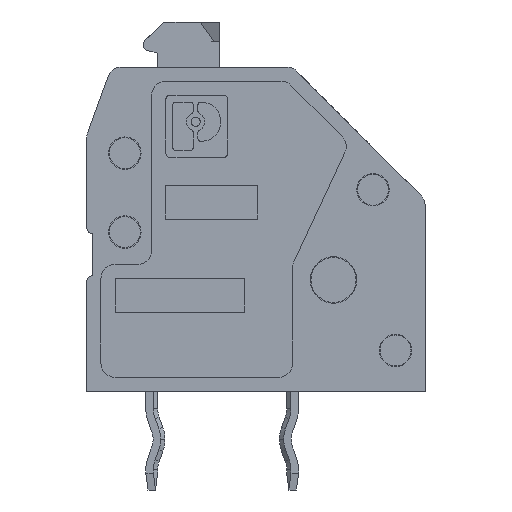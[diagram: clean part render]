
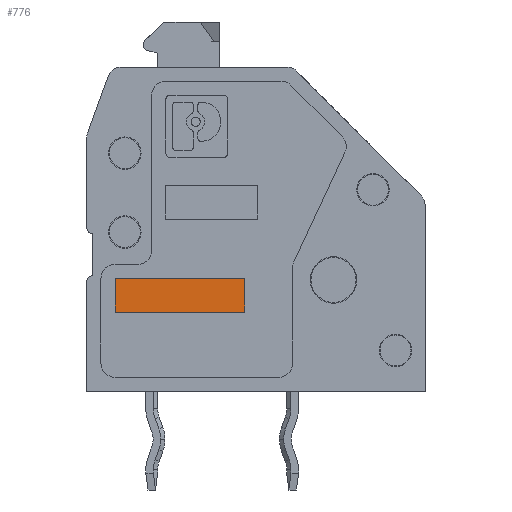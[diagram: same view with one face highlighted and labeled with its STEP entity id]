
A CAD part, left-side view. The second image highlights one B-rep face of the part: STEP entity #776.
In plain terms, the highlighted planar face has unit normal (-1, 0, 0).
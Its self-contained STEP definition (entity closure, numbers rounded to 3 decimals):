
#776=ADVANCED_FACE('',(#3379),#3380,.T.);
#3379=FACE_OUTER_BOUND('',#7698,.T.);
#3380=PLANE('',#7699);
#7698=EDGE_LOOP('',(#15061,#15062,#15063,#15064));
#7699=AXIS2_PLACEMENT_3D('',#15065,#15066,#15067);
#15061=ORIENTED_EDGE('',*,*,#29410,.T.);
#15062=ORIENTED_EDGE('',*,*,#29411,.T.);
#15063=ORIENTED_EDGE('',*,*,#29412,.T.);
#15064=ORIENTED_EDGE('',*,*,#29413,.T.);
#15065=CARTESIAN_POINT('',(-1.43,8.1,5.75));
#15066=DIRECTION('',(-1.0,0.0,0.0));
#15067=DIRECTION('',(0.0,0.0,1.0));
#29410=EDGE_CURVE('',#35673,#35674,#35675,.F.);
#29411=EDGE_CURVE('',#35674,#35676,#35677,.F.);
#29412=EDGE_CURVE('',#35676,#35678,#35679,.F.);
#29413=EDGE_CURVE('',#35678,#35673,#35680,.F.);
#35673=VERTEX_POINT('',#45633);
#35674=VERTEX_POINT('',#45634);
#35675=LINE('',#45635,#45636);
#35676=VERTEX_POINT('',#45637);
#35677=LINE('',#45638,#45639);
#35678=VERTEX_POINT('',#45640);
#35679=LINE('',#45641,#45642);
#35680=LINE('',#45643,#45644);
#45633=CARTESIAN_POINT('',(-1.43,11.,4.));
#45634=CARTESIAN_POINT('',(-1.43,11.,2.81));
#45635=CARTESIAN_POINT('',(-1.43,11.,4.28));
#45636=VECTOR('',#60018,1.0);
#45637=CARTESIAN_POINT('',(-1.43,6.408,2.81));
#45638=CARTESIAN_POINT('',(-1.43,7.254,2.81));
#45639=VECTOR('',#60019,1.0);
#45640=CARTESIAN_POINT('',(-1.43,6.408,4.));
#45641=CARTESIAN_POINT('',(-1.43,6.408,4.875));
#45642=VECTOR('',#60020,1.0);
#45643=CARTESIAN_POINT('',(-1.43,9.55,4.));
#45644=VECTOR('',#60021,1.0);
#60018=DIRECTION('',(0.0,0.0,1.0));
#60019=DIRECTION('',(0.0,1.0,0.0));
#60020=DIRECTION('',(0.0,0.0,-1.0));
#60021=DIRECTION('',(0.0,-1.0,0.0));
